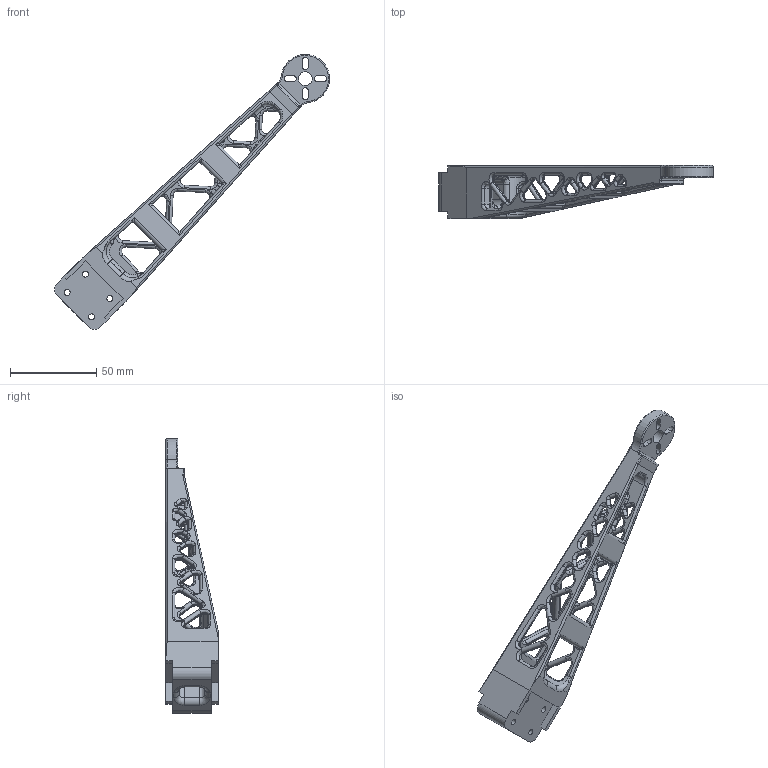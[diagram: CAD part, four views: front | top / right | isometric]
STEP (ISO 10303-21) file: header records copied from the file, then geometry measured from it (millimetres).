
FILE_DESCRIPTION(/* description */ (''),/* implementation_level */ '2;1');
FILE_NAME(/* name */ 'Drone Arm.step',/* time_stamp */ '2021-05-26T02:15:45+02:00',/* author */ (''),/* organization */ (''),/* preprocessor_version */ 'ST-DEVELOPER v18.1',/* originating_system */ 'Autodesk Translation Framework v10.9.0.1377',/* authorisation */ '');
FILE_SCHEMA (('AUTOMOTIVE_DESIGN { 1 0 10303 214 3 1 1 }'));
Length unit declared in the file: millimetre
Products named in the file (1): Drone Arm
Bounding box: 159.17 x 30.5 x 159.17 mm (x, y, z)
Volume: 51324.8 mm3; surface area: 25297.6 mm2
Topology: 3 solids, 3 shells, 781 faces, 1967 edges, 1124 vertices
Faces by surface type: cylinder 290, bspline 262, plane 154, torus 66, cone 9
Full cylindrical faces by diameter (mm): 3.5 x4, 8 x1
Entity records: 30743 total; most frequent: CARTESIAN_POINT 12761, ORIENTED_EDGE 3882, DIRECTION 3663, EDGE_CURVE 1941, AXIS2_PLACEMENT_3D 1468, VERTEX_POINT 1124, EDGE_LOOP 813, FACE_OUTER_BOUND 781
